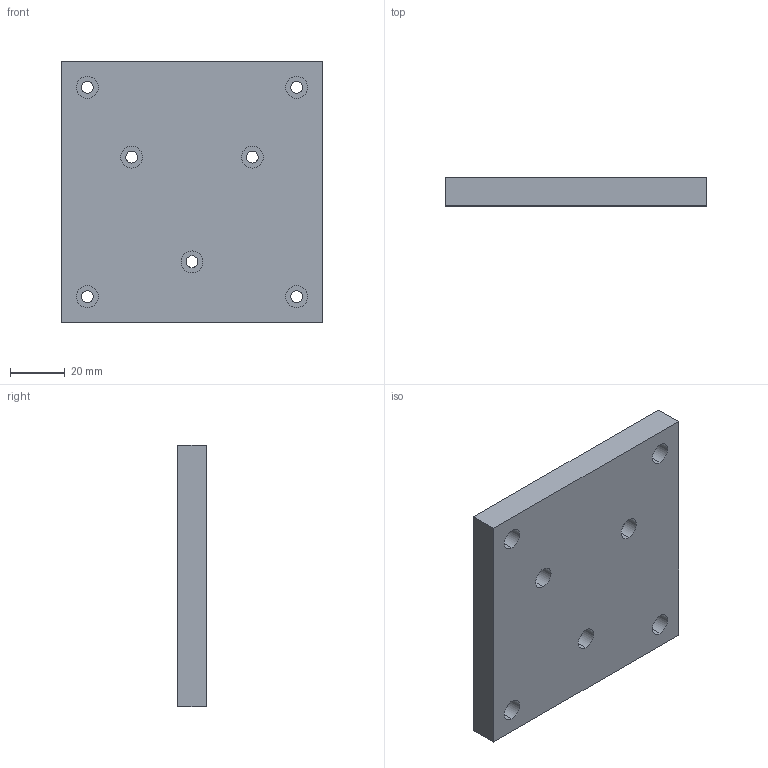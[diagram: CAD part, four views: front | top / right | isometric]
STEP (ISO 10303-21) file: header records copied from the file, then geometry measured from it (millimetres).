
FILE_DESCRIPTION (( 'STEP AP214' ), '1' );
FILE_NAME ('Center Piece Fixture.STEP', '2025-02-07T02:23:23', ( '' ), ( '' ), 'SwSTEP 2.0', 'SolidWorks 2024', '' );
FILE_SCHEMA (( 'AUTOMOTIVE_DESIGN' ));
Length unit declared in the file: inch
Products named in the file (1): Center Piece Fixture
Bounding box: 95.25 x 10.32 x 95.25 mm (x, y, z)
Volume: 91249.5 mm3; surface area: 23279.8 mm2
Topology: 1 solids, 1 shells, 41 faces, 96 edges, 64 vertices
Faces by surface type: cylinder 28, plane 13
Entity records: 1261 total; most frequent: DIRECTION 236, CARTESIAN_POINT 202, ORIENTED_EDGE 192, AXIS2_PLACEMENT_3D 98, EDGE_CURVE 96, VERTEX_POINT 64, EDGE_LOOP 62, CIRCLE 56
